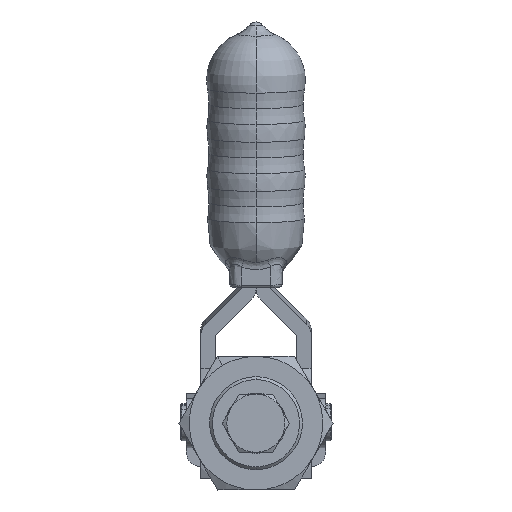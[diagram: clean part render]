
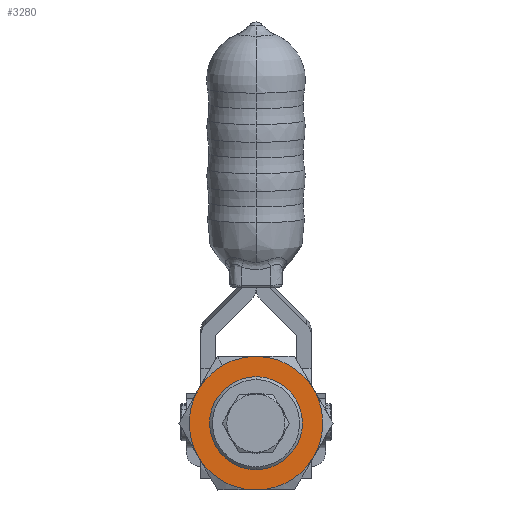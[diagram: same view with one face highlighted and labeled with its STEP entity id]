
A CAD part, front view. The second image highlights one B-rep face of the part: STEP entity #3280.
In plain terms, the highlighted free-form (B-spline) face has degree [1, 1] with [2, 2] control points.
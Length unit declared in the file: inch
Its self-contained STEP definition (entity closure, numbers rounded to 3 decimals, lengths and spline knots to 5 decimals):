
#3147=VERTEX_POINT('',#9670);
#3280=ADVANCED_FACE('',(#9817,#9818),#9819,.T.);
#4302=EDGE_CURVE('',#8885,#4440,#10928,.T.);
#4440=VERTEX_POINT('',#11080);
#4525=EDGE_CURVE('',#8885,#8834,#11168,.T.);
#4531=EDGE_CURVE('',#8511,#3147,#11174,.T.);
#4630=VERTEX_POINT('',#11282);
#4697=VERTEX_POINT('',#11356);
#5013=VERTEX_POINT('',#11705);
#5117=EDGE_CURVE('',#3147,#9341,#11814,.T.);
#5575=EDGE_CURVE('',#4630,#5013,#12325,.T.);
#5651=EDGE_CURVE('',#4697,#4440,#12406,.T.);
#6419=EDGE_CURVE('',#5013,#4630,#13236,.T.);
#7438=EDGE_CURVE('',#8834,#8511,#14344,.T.);
#8511=VERTEX_POINT('',#15521);
#8834=VERTEX_POINT('',#15874);
#8885=VERTEX_POINT('',#15933);
#9001=EDGE_CURVE('',#9341,#4697,#16065,.T.);
#9341=VERTEX_POINT('',#16436);
#9670=CARTESIAN_POINT('',(-0.39239,0.31858,0.22587));
#9817=FACE_OUTER_BOUND('',#18074,.T.);
#9818=FACE_BOUND('',#18075,.T.);
#9819=B_SPLINE_SURFACE_WITH_KNOTS('',1,1,((#18076,#18077),(#18078,#18079)),.UNSPECIFIED.,.F.,.F.,.F.,(2,2),(2,2),(0.0,1.0),(0.0,1.0),.UNSPECIFIED.);
#10928=(B_SPLINE_CURVE(3,(#20995,#20996,#20997,#20998),.UNSPECIFIED.,.F.,.F.)B_SPLINE_CURVE_WITH_KNOTS((4,4),(0.5236,1.5708),.UNSPECIFIED.)RATIONAL_B_SPLINE_CURVE((1.0,0.911,0.911,1.0))BOUNDED_CURVE()REPRESENTATION_ITEM('')GEOMETRIC_REPRESENTATION_ITEM()CURVE());
#11080=CARTESIAN_POINT('',(0.3918,0.31858,0.22689));
#11168=(B_SPLINE_CURVE(3,(#21796,#21797,#21798,#21799),.UNSPECIFIED.,.F.,.F.)B_SPLINE_CURVE_WITH_KNOTS((4,4),(-6.80678,-5.75959),.UNSPECIFIED.)RATIONAL_B_SPLINE_CURVE((1.0,0.911,0.911,1.0))BOUNDED_CURVE()REPRESENTATION_ITEM('')GEOMETRIC_REPRESENTATION_ITEM()CURVE());
#11174=(B_SPLINE_CURVE(3,(#21833,#21834,#21835,#21836),.UNSPECIFIED.,.F.,.F.)B_SPLINE_CURVE_WITH_KNOTS((4,4),(-4.71239,-3.66519),.UNSPECIFIED.)RATIONAL_B_SPLINE_CURVE((1.0,0.911,0.911,1.0))BOUNDED_CURVE()REPRESENTATION_ITEM('')GEOMETRIC_REPRESENTATION_ITEM()CURVE());
#11282=CARTESIAN_POINT('',(0.1381,0.31858,-0.23849));
#11356=CARTESIAN_POINT('',(-0.00059,0.31858,0.45276));
#11705=CARTESIAN_POINT('',(-0.1381,0.31858,0.23849));
#11814=(B_SPLINE_CURVE(3,(#23467,#23468,#23469,#23470),.UNSPECIFIED.,.F.,.F.)B_SPLINE_CURVE_WITH_KNOTS((4,4),(-3.66519,-3.14159),.UNSPECIFIED.)RATIONAL_B_SPLINE_CURVE((1.0,0.977,0.977,1.0))BOUNDED_CURVE()REPRESENTATION_ITEM('')GEOMETRIC_REPRESENTATION_ITEM()CURVE());
#12325=(B_SPLINE_CURVE(3,(#26454,#26455,#26456,#26457),.UNSPECIFIED.,.F.,.F.)B_SPLINE_CURVE_WITH_KNOTS((4,4),(5.23599,8.37758),.UNSPECIFIED.)RATIONAL_B_SPLINE_CURVE((1.0,0.333,0.333,1.0))BOUNDED_CURVE()REPRESENTATION_ITEM('')GEOMETRIC_REPRESENTATION_ITEM()CURVE());
#12406=(B_SPLINE_CURVE(3,(#26731,#26732,#26733,#26734),.UNSPECIFIED.,.F.,.F.)B_SPLINE_CURVE_WITH_KNOTS((4,4),(-2.61799,-1.5708),.UNSPECIFIED.)RATIONAL_B_SPLINE_CURVE((1.0,0.911,0.911,1.0))BOUNDED_CURVE()REPRESENTATION_ITEM('')GEOMETRIC_REPRESENTATION_ITEM()CURVE());
#13236=(B_SPLINE_CURVE(3,(#29622,#29623,#29624,#29625),.UNSPECIFIED.,.F.,.F.)B_SPLINE_CURVE_WITH_KNOTS((4,4),(2.0944,5.23599),.UNSPECIFIED.)RATIONAL_B_SPLINE_CURVE((1.0,0.333,0.333,1.0))BOUNDED_CURVE()REPRESENTATION_ITEM('')GEOMETRIC_REPRESENTATION_ITEM()CURVE());
#14344=(B_SPLINE_CURVE(3,(#34242,#34243,#34244,#34245),.UNSPECIFIED.,.F.,.F.)B_SPLINE_CURVE_WITH_KNOTS((4,4),(-5.75959,-4.71239),.UNSPECIFIED.)RATIONAL_B_SPLINE_CURVE((1.0,0.911,0.911,1.0))BOUNDED_CURVE()REPRESENTATION_ITEM('')GEOMETRIC_REPRESENTATION_ITEM()CURVE());
#15521=CARTESIAN_POINT('',(-0.3918,0.31858,-0.22689));
#15874=CARTESIAN_POINT('',(0.00059,0.31858,-0.45276));
#15933=CARTESIAN_POINT('',(0.39239,0.31858,-0.22587));
#16065=(B_SPLINE_CURVE(3,(#40610,#40611,#40612,#40613),.UNSPECIFIED.,.F.,.F.)B_SPLINE_CURVE_WITH_KNOTS((4,4),(-3.14159,-2.61799),.UNSPECIFIED.)RATIONAL_B_SPLINE_CURVE((1.0,0.977,0.977,1.0))BOUNDED_CURVE()REPRESENTATION_ITEM('')GEOMETRIC_REPRESENTATION_ITEM()CURVE());
#16436=CARTESIAN_POINT('',(-0.22689,0.31858,0.3918));
#18074=EDGE_LOOP('',(#43750,#43751,#43752,#43753,#43754,#43755,#43756));
#18075=EDGE_LOOP('',(#43757,#43758));
#18076=CARTESIAN_POINT('',(-0.62611,0.31858,0.1669));
#18077=CARTESIAN_POINT('',(0.1669,0.31858,0.62611));
#18078=CARTESIAN_POINT('',(-0.1669,0.31858,-0.62611));
#18079=CARTESIAN_POINT('',(0.62611,0.31858,-0.1669));
#20995=CARTESIAN_POINT('',(0.39239,0.31858,-0.22587));
#20996=CARTESIAN_POINT('',(0.47506,0.31858,-0.08225));
#20997=CARTESIAN_POINT('',(0.47485,0.31858,0.08347));
#20998=CARTESIAN_POINT('',(0.3918,0.31858,0.22689));
#21796=CARTESIAN_POINT('',(0.39239,0.31858,-0.22587));
#21797=CARTESIAN_POINT('',(0.30972,0.31858,-0.3695));
#21798=CARTESIAN_POINT('',(0.16631,0.31858,-0.45254));
#21799=CARTESIAN_POINT('',(0.00059,0.31858,-0.45276));
#21833=CARTESIAN_POINT('',(-0.3918,0.31858,-0.22689));
#21834=CARTESIAN_POINT('',(-0.47485,0.31858,-0.08347));
#21835=CARTESIAN_POINT('',(-0.47506,0.31858,0.08224));
#21836=CARTESIAN_POINT('',(-0.39239,0.31858,0.22587));
#23467=CARTESIAN_POINT('',(-0.39239,0.31858,0.22587));
#23468=CARTESIAN_POINT('',(-0.35251,0.31858,0.29515));
#23469=CARTESIAN_POINT('',(-0.29606,0.31858,0.35175));
#23470=CARTESIAN_POINT('',(-0.22689,0.31858,0.3918));
#26454=CARTESIAN_POINT('',(0.1381,0.31858,-0.23849));
#26455=CARTESIAN_POINT('',(0.61508,0.31858,0.03772));
#26456=CARTESIAN_POINT('',(0.33888,0.31858,0.5147));
#26457=CARTESIAN_POINT('',(-0.1381,0.31858,0.23849));
#26731=CARTESIAN_POINT('',(-0.00059,0.31858,0.45276));
#26732=CARTESIAN_POINT('',(0.16513,0.31858,0.45297));
#26733=CARTESIAN_POINT('',(0.30876,0.31858,0.3703));
#26734=CARTESIAN_POINT('',(0.3918,0.31858,0.22689));
#29622=CARTESIAN_POINT('',(-0.1381,0.31858,0.23849));
#29623=CARTESIAN_POINT('',(-0.61508,0.31858,-0.03772));
#29624=CARTESIAN_POINT('',(-0.33888,0.31858,-0.5147));
#29625=CARTESIAN_POINT('',(0.1381,0.31858,-0.23849));
#34242=CARTESIAN_POINT('',(0.00059,0.31858,-0.45276));
#34243=CARTESIAN_POINT('',(-0.16513,0.31858,-0.45297));
#34244=CARTESIAN_POINT('',(-0.30876,0.31858,-0.3703));
#34245=CARTESIAN_POINT('',(-0.3918,0.31858,-0.22689));
#40610=CARTESIAN_POINT('',(-0.22689,0.31858,0.3918));
#40611=CARTESIAN_POINT('',(-0.15771,0.31858,0.43186));
#40612=CARTESIAN_POINT('',(-0.08052,0.31858,0.45265));
#40613=CARTESIAN_POINT('',(-0.00059,0.31858,0.45276));
#43750=ORIENTED_EDGE('',*,*,#4525,.F.);
#43751=ORIENTED_EDGE('',*,*,#4302,.T.);
#43752=ORIENTED_EDGE('',*,*,#5651,.F.);
#43753=ORIENTED_EDGE('',*,*,#9001,.F.);
#43754=ORIENTED_EDGE('',*,*,#5117,.F.);
#43755=ORIENTED_EDGE('',*,*,#4531,.F.);
#43756=ORIENTED_EDGE('',*,*,#7438,.F.);
#43757=ORIENTED_EDGE('',*,*,#5575,.F.);
#43758=ORIENTED_EDGE('',*,*,#6419,.F.);
